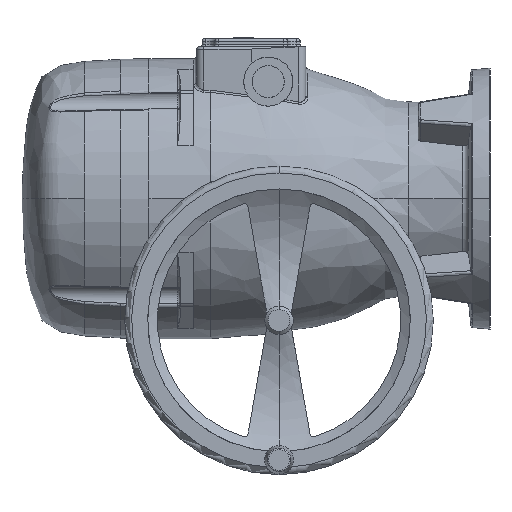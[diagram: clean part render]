
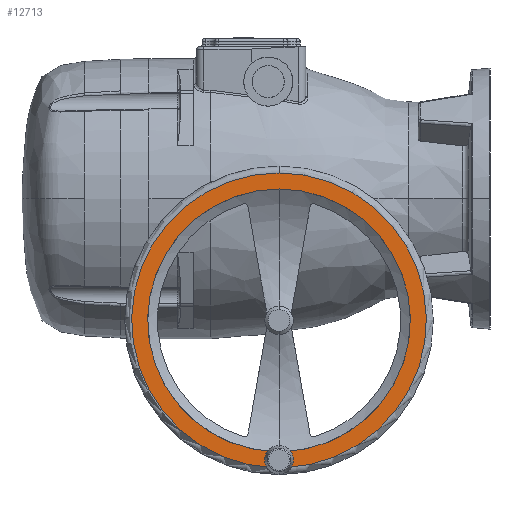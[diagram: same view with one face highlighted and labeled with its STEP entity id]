
A CAD part, left-side view. The second image highlights one B-rep face of the part: STEP entity #12713.
In plain terms, the highlighted planar face has unit normal (-1, 0, 0).
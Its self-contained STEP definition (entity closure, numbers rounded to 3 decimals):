
#568 = EDGE_CURVE ( 'NONE', #13820, #13788, #1340, .T. ) ;
#570 = EDGE_CURVE ( 'NONE', #16287, #13884, #1345, .T. ) ;
#571 = EDGE_CURVE ( 'NONE', #16287, #13837, #1344, .T. ) ;
#1340 = CIRCLE ( 'NONE', #14114, 102.16 ) ;
#1344 = CIRCLE ( 'NONE', #14117, 114.634 ) ;
#1345 = CIRCLE ( 'NONE', #14116, 7.62 ) ;
#1525 = EDGE_LOOP ( 'NONE', ( #12590, #12591, #12592, #12593, #12594, #12595 ) ) ;
#2734 = CARTESIAN_POINT ( 'NONE',  ( -171.45, -199.898, -94.615 ) ) ;
#2735 = DIRECTION ( 'NONE',  ( -1., 0., 0. ) ) ;
#2736 = DIRECTION ( 'NONE',  ( 0., 0., 1. ) ) ;
#2758 = CARTESIAN_POINT ( 'NONE',  ( -171.45, -199.898, -203.2 ) ) ;
#2759 = DIRECTION ( 'NONE',  ( -1., 0., 0. ) ) ;
#2760 = DIRECTION ( 'NONE',  ( 0., 0., 1. ) ) ;
#2788 = CARTESIAN_POINT ( 'NONE',  ( -171.45, -199.898, -94.615 ) ) ;
#2789 = DIRECTION ( 'NONE',  ( -1., 0., 0. ) ) ;
#2790 = DIRECTION ( 'NONE',  ( 0., 0., 1. ) ) ;
#5922 = AXIS2_PLACEMENT_3D ( 'NONE', #2734, #2735, #2736 ) ;
#5926 = AXIS2_PLACEMENT_3D ( 'NONE', #2758, #2759, #2760 ) ;
#5932 = AXIS2_PLACEMENT_3D ( 'NONE', #2788, #2789, #2790 ) ;
#6930 = CARTESIAN_POINT ( 'NONE',  ( -171.45, -195.137, -209.15 ) ) ;
#7011 = CARTESIAN_POINT ( 'NONE',  ( -171.45, -195.925, -196.698 ) ) ;
#7044 = CARTESIAN_POINT ( 'NONE',  ( -171.45, -199.898, 7.545 ) ) ;
#7061 = CARTESIAN_POINT ( 'NONE',  ( -171.45, -199.898, 20.019 ) ) ;
#7107 = CARTESIAN_POINT ( 'NONE',  ( -171.45, -203.871, -196.698 ) ) ;
#8089 = CIRCLE ( 'NONE', #5922, 102.16 ) ;
#8098 = CIRCLE ( 'NONE', #5926, 7.62 ) ;
#8113 = CIRCLE ( 'NONE', #5932, 114.634 ) ;
#9009 = CARTESIAN_POINT ( 'NONE',  ( -171.45, -204.659, -209.15 ) ) ;
#11361 = CARTESIAN_POINT ( 'NONE',  ( -171.45, -199.898, -94.615 ) ) ;
#11362 = DIRECTION ( 'NONE',  ( -1., 0., 0. ) ) ;
#11363 = DIRECTION ( 'NONE',  ( 0., 0., 1. ) ) ;
#11367 = CARTESIAN_POINT ( 'NONE',  ( -171.45, -199.898, -203.2 ) ) ;
#11368 = DIRECTION ( 'NONE',  ( -1., 0., 0. ) ) ;
#11369 = DIRECTION ( 'NONE',  ( 0., 0., 1. ) ) ;
#11370 = CARTESIAN_POINT ( 'NONE',  ( -171.45, -199.898, -94.615 ) ) ;
#11371 = DIRECTION ( 'NONE',  ( -1., 0., 0. ) ) ;
#11372 = DIRECTION ( 'NONE',  ( 0., 0., 1. ) ) ;
#12011 = AXIS2_PLACEMENT_3D ( 'NONE', #16518, #16523, #16524 ) ;
#12590 = ORIENTED_EDGE ( 'NONE', *, *, #570, .F. ) ;
#12591 = ORIENTED_EDGE ( 'NONE', *, *, #571, .T. ) ;
#12592 = ORIENTED_EDGE ( 'NONE', *, *, #15889, .T. ) ;
#12593 = ORIENTED_EDGE ( 'NONE', *, *, #15878, .F. ) ;
#12594 = ORIENTED_EDGE ( 'NONE', *, *, #568, .F. ) ;
#12595 = ORIENTED_EDGE ( 'NONE', *, *, #15871, .F. ) ;
#12713 = ADVANCED_FACE ( 'NONE', ( #15329 ), #16520, .F. ) ;
#13155 = VERTEX_POINT ( 'NONE', #6930 ) ;
#13788 = VERTEX_POINT ( 'NONE', #7011 ) ;
#13820 = VERTEX_POINT ( 'NONE', #7044 ) ;
#13837 = VERTEX_POINT ( 'NONE', #7061 ) ;
#13884 = VERTEX_POINT ( 'NONE', #7107 ) ;
#14114 = AXIS2_PLACEMENT_3D ( 'NONE', #11361, #11362, #11363 ) ;
#14116 = AXIS2_PLACEMENT_3D ( 'NONE', #11367, #11368, #11369 ) ;
#14117 = AXIS2_PLACEMENT_3D ( 'NONE', #11370, #11371, #11372 ) ;
#15329 = FACE_OUTER_BOUND ( 'NONE', #1525, .T. ) ;
#15871 = EDGE_CURVE ( 'NONE', #13884, #13820, #8089, .T. ) ;
#15878 = EDGE_CURVE ( 'NONE', #13788, #13155, #8098, .T. ) ;
#15889 = EDGE_CURVE ( 'NONE', #13837, #13155, #8113, .T. ) ;
#16287 = VERTEX_POINT ( 'NONE', #9009 ) ;
#16518 = CARTESIAN_POINT ( 'NONE',  ( -171.45, -199.898, 20.019 ) ) ;
#16520 = PLANE ( 'NONE',  #12011 ) ;
#16523 = DIRECTION ( 'NONE',  ( 1., 0., 0. ) ) ;
#16524 = DIRECTION ( 'NONE',  ( 0., 0., -1. ) ) ;
